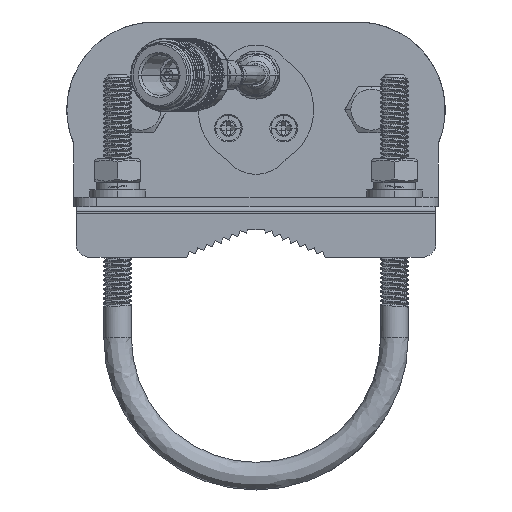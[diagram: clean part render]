
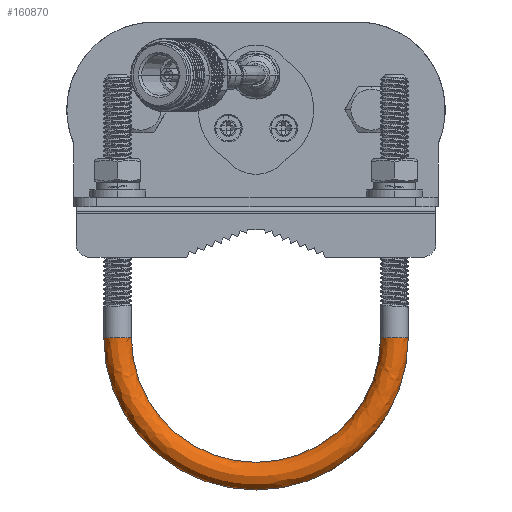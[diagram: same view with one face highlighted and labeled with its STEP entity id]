
A CAD part, front view. The second image highlights one B-rep face of the part: STEP entity #160870.
In plain terms, the highlighted free-form (B-spline) face has degree [3, 3] with [4, 4] control points.
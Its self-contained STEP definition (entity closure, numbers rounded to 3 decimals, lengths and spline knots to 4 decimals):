
#9432 = DIRECTION ( 'NONE',  ( 1., 0., 0. ) ) ;
#10260 = CARTESIAN_POINT ( 'NONE',  ( -1.2992, -3.5827, -1.9461 ) ) ;
#15933 = EDGE_CURVE ( 'NONE', #40785, #77201, #45654, .T. ) ;
#18304 = ORIENTED_EDGE ( 'NONE', *, *, #80334, .F. ) ;
#19759 = DIRECTION ( 'NONE',  ( 1., 0., 0. ) ) ;
#21209 = CARTESIAN_POINT ( 'NONE',  ( 1.063, -3.3465, -4.072 ) ) ;
#22119 = CARTESIAN_POINT ( 'NONE',  ( -1.063, -3.5827, -1.9461 ) ) ;
#23012 = CARTESIAN_POINT ( 'NONE',  ( 1.063, -3.3465, -1.9461 ) ) ;
#23073 = CARTESIAN_POINT ( 'NONE',  ( 1.1811, -3.3465, -1.9461 ) ) ;
#28246 = AXIS2_PLACEMENT_3D ( 'NONE', #23073, #79540, #9432 ) ;
#28792 = VERTEX_POINT ( 'NONE', #38822 ) ;
#33514 = CARTESIAN_POINT ( 'NONE',  ( 1.063, -3.3465, -1.9461 ) ) ;
#34324 = DIRECTION ( 'NONE',  ( 0., -1., 0. ) ) ;
#38822 = CARTESIAN_POINT ( 'NONE',  ( -1.2992, -3.3465, -1.9461 ) ) ;
#39059 = AXIS2_PLACEMENT_3D ( 'NONE', #148301, #82634, #64467 ) ;
#40561 = VERTEX_POINT ( 'NONE', #45127 ) ;
#40785 = VERTEX_POINT ( 'NONE', #42252 ) ;
#42252 = CARTESIAN_POINT ( 'NONE',  ( 1.2992, -3.3465, -1.9461 ) ) ;
#45127 = CARTESIAN_POINT ( 'NONE',  ( -1.063, -3.3465, -1.9461 ) ) ;
#45654 = CIRCLE ( 'NONE', #28246, 0.1181 ) ;
#47083 = CARTESIAN_POINT ( 'NONE',  ( 0., -3.3465, -1.9461 ) ) ;
#47623 = CARTESIAN_POINT ( 'NONE',  ( -1.063, -3.5827, -4.072 ) ) ;
#50349 = CARTESIAN_POINT ( 'NONE',  ( -1.2992, -3.3465, -1.9461 ) ) ;
#62422 = ORIENTED_EDGE ( 'NONE', *, *, #173049, .T. ) ;
#64467 = DIRECTION ( 'NONE',  ( 1., 0., 0. ) ) ;
#65786 = CARTESIAN_POINT ( 'NONE',  ( -1.063, -3.3465, -4.072 ) ) ;
#75855 = CARTESIAN_POINT ( 'NONE',  ( 1.063, -3.5827, -4.072 ) ) ;
#75960 = ORIENTED_EDGE ( 'NONE', *, *, #15933, .T. ) ;
#77201 = VERTEX_POINT ( 'NONE', #33514 ) ;
#77677 = CARTESIAN_POINT ( 'NONE',  ( 1.2992, -3.5827, -4.5445 ) ) ;
#79540 = DIRECTION ( 'NONE',  ( 0., 0., -1. ) ) ;
#80334 = EDGE_CURVE ( 'NONE', #40561, #77201, #88105, .T. ) ;
#82634 = DIRECTION ( 'NONE',  ( 0., 1., 0. ) ) ;
#86147 = EDGE_CURVE ( 'NONE', #40785, #28792, #120615, .T. ) ;
#86465 = DIRECTION ( 'NONE',  ( -1., 0., 0. ) ) ;
#88105 = CIRCLE ( 'NONE', #131397, 1.063 ) ;
#88600 =( BOUNDED_SURFACE ( )  B_SPLINE_SURFACE ( 3, 3, ( 
 ( #90458, #65786, #21209, #23012 ),
 ( #22119, #47623, #75855, #172468 ),
 ( #10260, #92275, #77677, #133254 ),
 ( #50349, #173369, #105954, #147830 ) ),
 .UNSPECIFIED., .F., .F., .F. ) 
 B_SPLINE_SURFACE_WITH_KNOTS ( ( 4, 4 ),
 ( 4, 4 ),
 ( 0., 1. ),
 ( 0., 1. ),
 .UNSPECIFIED. ) 
 GEOMETRIC_REPRESENTATION_ITEM ( )  RATIONAL_B_SPLINE_SURFACE ( (
 ( 1., 0.333, 0.333, 1.),
 ( 0.333, 0.111, 0.111, 0.333),
 ( 0.333, 0.111, 0.111, 0.333),
 ( 1., 0.333, 0.333, 1.) ) ) 
 REPRESENTATION_ITEM ( '' )  SURFACE ( )  );
#89964 = EDGE_LOOP ( 'NONE', ( #18304, #62422, #140473, #75960 ) ) ;
#90458 = CARTESIAN_POINT ( 'NONE',  ( -1.063, -3.3465, -1.9461 ) ) ;
#92275 = CARTESIAN_POINT ( 'NONE',  ( -1.2992, -3.5827, -4.5445 ) ) ;
#105954 = CARTESIAN_POINT ( 'NONE',  ( 1.2992, -3.3465, -4.5445 ) ) ;
#119606 = FACE_OUTER_BOUND ( 'NONE', #89964, .T. ) ;
#120615 = CIRCLE ( 'NONE', #39059, 1.2992 ) ;
#128383 = DIRECTION ( 'NONE',  ( 0., 0., -1. ) ) ;
#131397 = AXIS2_PLACEMENT_3D ( 'NONE', #47083, #34324, #19759 ) ;
#133254 = CARTESIAN_POINT ( 'NONE',  ( 1.2992, -3.5827, -1.9461 ) ) ;
#140473 = ORIENTED_EDGE ( 'NONE', *, *, #86147, .F. ) ;
#142651 = AXIS2_PLACEMENT_3D ( 'NONE', #155703, #128383, #86465 ) ;
#147830 = CARTESIAN_POINT ( 'NONE',  ( 1.2992, -3.3465, -1.9461 ) ) ;
#148301 = CARTESIAN_POINT ( 'NONE',  ( 0., -3.3465, -1.9461 ) ) ;
#155703 = CARTESIAN_POINT ( 'NONE',  ( -1.1811, -3.3465, -1.9461 ) ) ;
#160870 = ADVANCED_FACE ( 'NONE', ( #119606 ), #88600, .T. ) ;
#172468 = CARTESIAN_POINT ( 'NONE',  ( 1.063, -3.5827, -1.9461 ) ) ;
#173049 = EDGE_CURVE ( 'NONE', #40561, #28792, #177533, .T. ) ;
#173369 = CARTESIAN_POINT ( 'NONE',  ( -1.2992, -3.3465, -4.5445 ) ) ;
#177533 = CIRCLE ( 'NONE', #142651, 0.1181 ) ;
